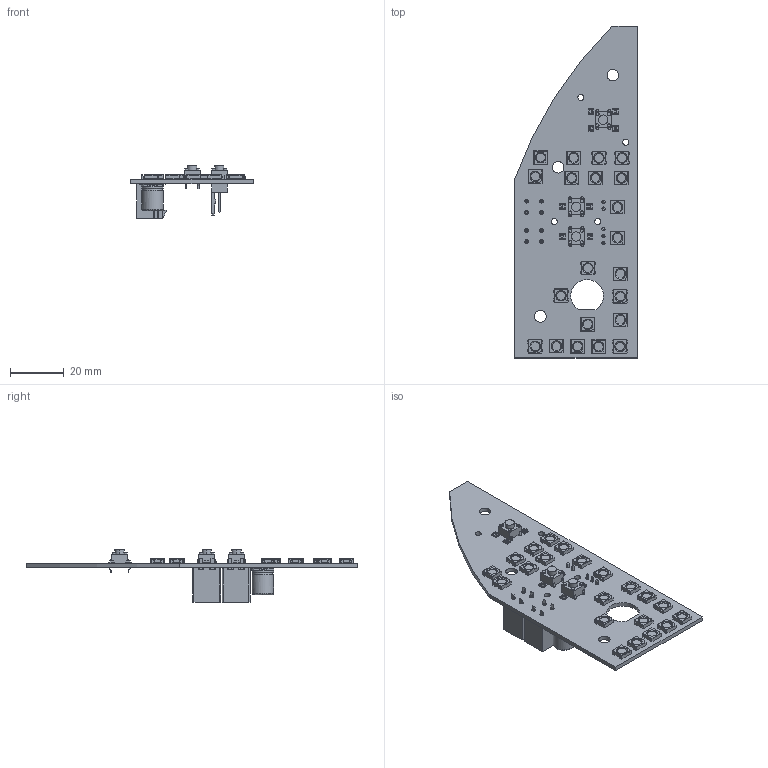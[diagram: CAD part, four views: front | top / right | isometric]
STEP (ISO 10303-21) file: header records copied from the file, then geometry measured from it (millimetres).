
FILE_DESCRIPTION(('KiCad electronic assembly'),'2;1');
FILE_NAME('MASTER ARM PANEL.step','2023-04-01T14:47:46',('Pcbnew'),( 'Kicad'),'Open CASCADE STEP processor 7.6','KiCad to STEP converter' ,'Unknown');
FILE_SCHEMA(('AUTOMOTIVE_DESIGN { 1 0 10303 214 1 1 1 1 }'));
Length unit declared in the file: millimetre
Products named in the file (16): MASTER ARM PANEL 1; LED_WS2812B_PLCC4_5.0x5.0mm_P3.2mm; SOLID; WS2812-2020; COMPOUND; B3F-102x; CP_Elec_8x10; Molex_Mini-Fit_Jr_5566-04A_2x02_P4.20mm_Vertical; Molex_KK-254_AE-6410-02A_1x02_P2.54mm_Vertical; Molex_KK-254_AE-6410-03A_1x03_P2.54mm_Vertical; MASTER ARM PANEL PCB
Assembly tree (45 placements, depth 3):
  MASTER ARM PANEL 1
    LED_WS2812B_PLCC4_5.0x5.0mm_P3.2mm  x21
      SOLID
    WS2812-2020  x8
      COMPOUND
    B3F-102x  x3
      COMPOUND
    CP_Elec_8x10
      SOLID
    Molex_Mini-Fit_Jr_5566-04A_2x02_P4.20mm_Vertical  x2
      SOLID
    Molex_KK-254_AE-6410-02A_1x02_P2.54mm_Vertical
      SOLID
    Molex_KK-254_AE-6410-03A_1x03_P2.54mm_Vertical
      SOLID
    MASTER ARM PANEL PCB
Bounding box: 45.72 x 123.51 x 19.5 mm (x, y, z)
Volume: 10730.5 mm3; surface area: 16702.8 mm2
Topology: 49 solids, 49 shells, 2635 faces, 7337 edges, 4831 vertices
Faces by surface type: plane 1965, cylinder 586, bspline 58, cone 21, torus 4, revolution 1
Full cylindrical faces by diameter (mm): 1 x12, 1.19 x5, 1.4 x8, 2.25 x4, 3.333 x21, 4.3 x3, 8 x2
Entity records: 40552 total; most frequent: CARTESIAN_POINT 7621, DIRECTION 5723, LINE 4043, VECTOR 4043, ORIENTED_EDGE 2966, PCURVE 2966, DEFINITIONAL_REPRESENTATION 2966, EDGE_CURVE 1483
